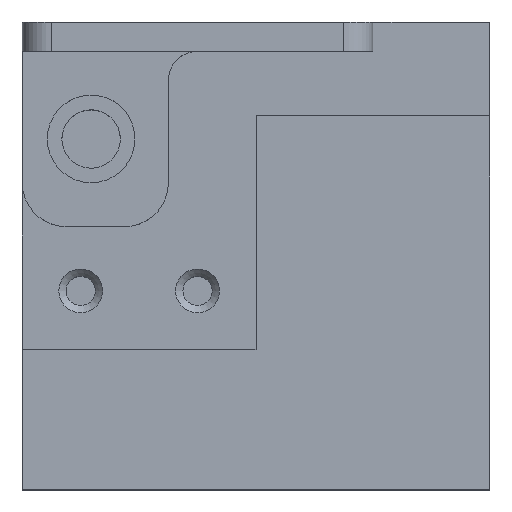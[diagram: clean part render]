
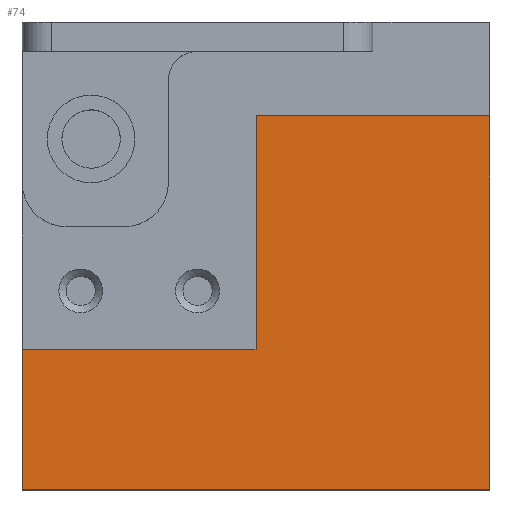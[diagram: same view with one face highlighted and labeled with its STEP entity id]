
A CAD part, top view. The second image highlights one B-rep face of the part: STEP entity #74.
In plain terms, the highlighted planar face has unit normal (0, 0, 1).
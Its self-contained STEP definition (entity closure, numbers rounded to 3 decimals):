
#51=FACE_OUTER_BOUND('',#240,.T.);
#74=ADVANCED_FACE('FACE4',(#51),#105,.F.);
#105=PLANE('',#556);
#128=LINE('',#776,#175);
#138=LINE('',#796,#185);
#146=LINE('',#815,#193);
#147=LINE('',#817,#194);
#149=LINE('',#821,#196);
#150=LINE('',#823,#197);
#175=VECTOR('',#617,1.);
#185=VECTOR('',#629,1.);
#193=VECTOR('',#647,1.);
#194=VECTOR('',#650,1.);
#196=VECTOR('',#654,1.);
#197=VECTOR('',#655,1.);
#240=EDGE_LOOP('',(#323,#324,#325,#326,#327,#328));
#323=ORIENTED_EDGE('',*,*,#469,.T.);
#324=ORIENTED_EDGE('',*,*,#489,.T.);
#325=ORIENTED_EDGE('',*,*,#492,.T.);
#326=ORIENTED_EDGE('',*,*,#493,.T.);
#327=ORIENTED_EDGE('',*,*,#490,.T.);
#328=ORIENTED_EDGE('',*,*,#479,.T.);
#421=VERTEX_POINT('',#777);
#422=VERTEX_POINT('',#778);
#430=VERTEX_POINT('',#797);
#435=VERTEX_POINT('',#814);
#436=VERTEX_POINT('',#818);
#437=VERTEX_POINT('',#822);
#469=EDGE_CURVE('',#421,#422,#128,.T.);
#479=EDGE_CURVE('',#430,#421,#138,.T.);
#489=EDGE_CURVE('',#422,#435,#146,.T.);
#490=EDGE_CURVE('',#436,#430,#147,.T.);
#492=EDGE_CURVE('',#435,#437,#149,.T.);
#493=EDGE_CURVE('',#437,#436,#150,.T.);
#556=AXIS2_PLACEMENT_3D('',#824,#656,#657);
#617=DIRECTION('',(1.,0.,0.));
#629=DIRECTION('',(0.,-1.,0.));
#647=DIRECTION('',(0.,1.,0.));
#650=DIRECTION('',(-1.,0.,0.));
#654=DIRECTION('',(-1.,0.,0.));
#655=DIRECTION('',(0.,-1.,0.));
#656=DIRECTION('',(0.,0.,-1.));
#657=DIRECTION('',(-1.,0.,0.));
#776=CARTESIAN_POINT('',(50.8,0.,25.4));
#777=CARTESIAN_POINT('',(0.,0.,25.4));
#778=CARTESIAN_POINT('',(101.6,0.,25.4));
#796=CARTESIAN_POINT('',(0.,-20.32,25.4));
#797=CARTESIAN_POINT('',(0.,30.48,25.4));
#814=CARTESIAN_POINT('',(101.6,81.28,25.4));
#815=CARTESIAN_POINT('',(101.6,-20.32,25.4));
#817=CARTESIAN_POINT('',(50.8,30.48,25.4));
#818=CARTESIAN_POINT('',(50.8,30.48,25.4));
#821=CARTESIAN_POINT('',(101.6,81.28,25.4));
#822=CARTESIAN_POINT('',(50.8,81.28,25.4));
#823=CARTESIAN_POINT('',(50.8,30.48,25.4));
#824=CARTESIAN_POINT('',(50.8,-20.32,25.4));
